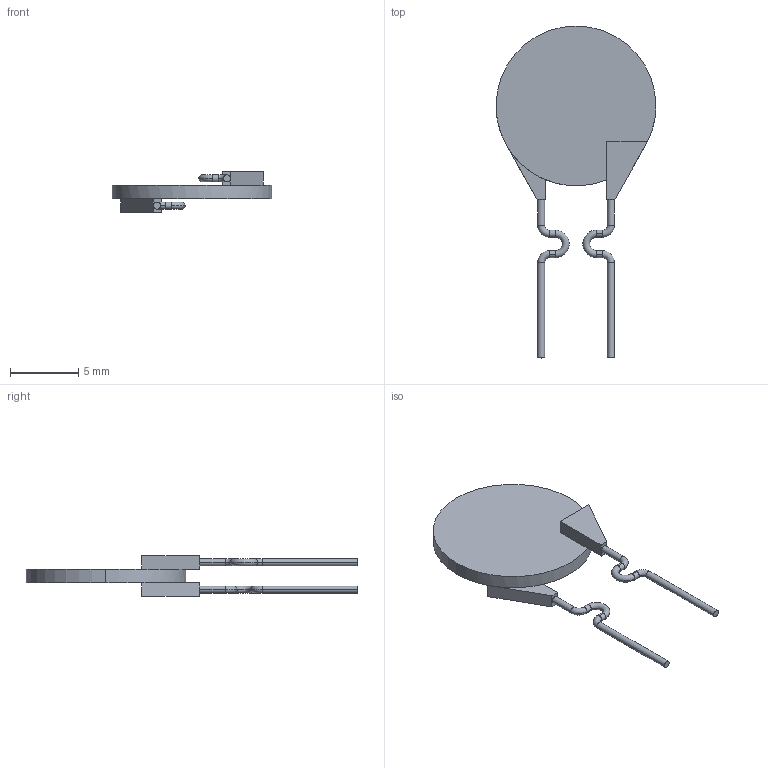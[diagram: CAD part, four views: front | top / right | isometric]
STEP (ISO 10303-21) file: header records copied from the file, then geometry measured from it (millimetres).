
FILE_DESCRIPTION (( 'STEP AP214' ), '1' );
FILE_NAME ('User Library-bourns mfr-090 poly fuse.STEP', '2020-11-12T10:19:43', ( '' ), ( '' ), 'SwSTEP 2.0', 'SolidWorks 2020', '' );
FILE_SCHEMA (( 'AUTOMOTIVE_DESIGN' ));
Length unit declared in the file: millimetre
Products named in the file (1): User Library-bourns mfr-090 poly fuse
Bounding box: 11.7 x 24.3 x 3 mm (x, y, z)
Volume: 128.4 mm3; surface area: 331.8 mm2
Topology: 1 solids, 1 shells, 48 faces, 112 edges, 68 vertices
Faces by surface type: cylinder 18, plane 18, torus 12
Entity records: 1416 total; most frequent: DIRECTION 276, CARTESIAN_POINT 229, ORIENTED_EDGE 224, AXIS2_PLACEMENT_3D 115, EDGE_CURVE 112, VERTEX_POINT 68, CIRCLE 66, EDGE_LOOP 50
